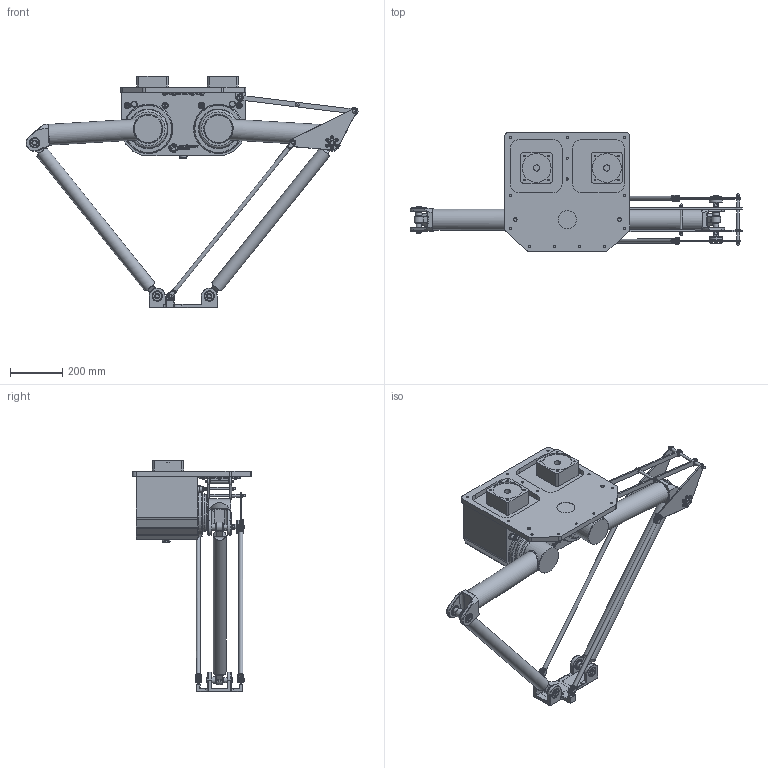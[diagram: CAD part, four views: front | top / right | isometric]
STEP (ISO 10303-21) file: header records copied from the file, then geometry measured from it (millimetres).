
FILE_DESCRIPTION(/* description */ (''),/* implementation_level */ '2;1');
FILE_NAME(/* name */ '3D-model_A_00840.stp',/* time_stamp */ '2022-03-05T10:04:09+01:00',/* author */ ('michael.schutter'),/* organization */ ('Majatronic'),/* preprocessor_version */ 'ST-DEVELOPER v16.5',/* originating_system */ 'Autodesk Inventor 2017',/* authorisation */ '');
FILE_SCHEMA (('AUTOMOTIVE_DESIGN { 1 0 10303 214 3 1 1 }'));
Products named in the file (10): A_00840_DUMMY; MT_WST00103214; MT_WST00103200 Dummy Oberarm; MT_WST00103159 Dummy Oberarm; MT_WST00103183 Dummy Unterarm; MT_WST00068835MT_WST; MT_WST00068836MT_WST; MT_WST00103160 Dummy Parallelogramm Arm; MT_WST00103158; MT_WST00103213 Dummy Werkzeugträger
Assembly tree (11 placements, depth 2):
  A_00840_DUMMY
    MT_WST00103214
    MT_WST00103200 Dummy Oberarm
    MT_WST00103183 Dummy Unterarm  x2
    MT_WST00103159 Dummy Oberarm
    MT_WST00068835MT_WST
    MT_WST00068836MT_WST
    MT_WST00103160 Dummy Parallelogramm Arm  x2
    MT_WST00103158
    MT_WST00103213 Dummy Werkzeugträger
Bounding box: 1276.4 x 458 x 888.5 mm (x, y, z)
Volume: 41815514.7 mm3; surface area: 1928452.2 mm2
Topology: 11 solids, 18 shells, 2267 faces, 5361 edges, 3360 vertices
Faces by surface type: plane 1178, cylinder 596, cone 227, torus 152, bspline 110, sphere 4
Full cylindrical faces by diameter (mm): 4.917 x10, 6 x1, 6.647 x8, 8 x10, 8.376 x13, 8.71 x2, 10 x4, 10.85 x2, 10.95 x2, 12 x19, 15 x4, 16 x2, 19.5 x6, 20 x6, 20.5 x12, 22 x16, 24 x8, 25 x14, 29 x12, 30 x1, 30.8 x4, 35 x10, 38.4 x4, 38.5 x4, 50 x4, 51 x4, 58 x4, 70 x1, 77 x1, 79 x3
Entity records: 68379 total; most frequent: CARTESIAN_POINT 21087, DIRECTION 9610, ORIENTED_EDGE 8996, EDGE_CURVE 4462, AXIS2_PLACEMENT_3D 3684, VERTEX_POINT 3010, EDGE_LOOP 2790, LINE 2242
